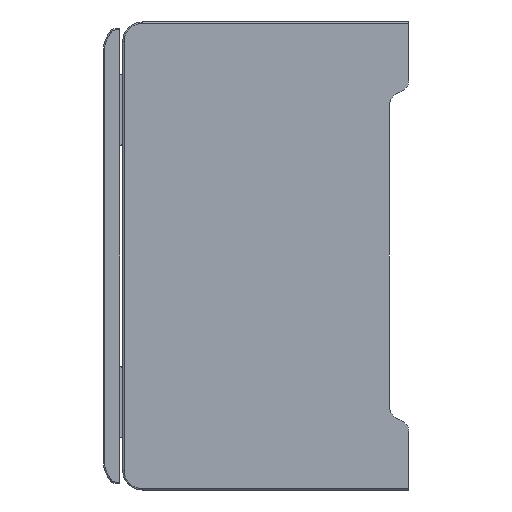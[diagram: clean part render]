
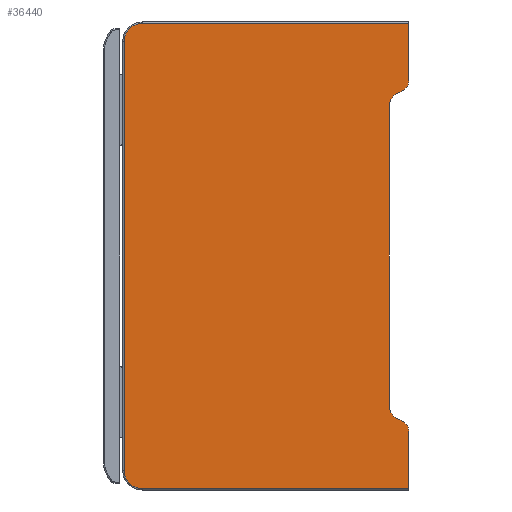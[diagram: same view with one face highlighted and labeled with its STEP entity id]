
A CAD part, left-side view. The second image highlights one B-rep face of the part: STEP entity #36440.
In plain terms, the highlighted planar face has unit normal (-1, 0, 0).
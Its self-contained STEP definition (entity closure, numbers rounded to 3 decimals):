
#138=CARTESIAN_POINT('',(-88.,1.,23.113));
#139=DIRECTION('',(1.,0.,0.));
#140=DIRECTION('',(0.,1.,0.));
#141=AXIS2_PLACEMENT_3D('',#138,#139,#140);
#143=DIRECTION('',(0.,0.,1.));
#144=VECTOR('',#143,46.226);
#145=CARTESIAN_POINT('',(-88.,3.,-23.113));
#146=LINE('',#145,#144);
#147=CARTESIAN_POINT('',(-88.,1.,-23.113));
#148=DIRECTION('',(1.,0.,0.));
#149=DIRECTION('',(0.,0.5,-0.866));
#150=AXIS2_PLACEMENT_3D('',#147,#148,#149);
#152=DIRECTION('',(0.,0.866,0.5));
#153=VECTOR('',#152,1.309);
#154=CARTESIAN_POINT('',(-88.,0.866,-25.5));
#155=LINE('',#154,#153);
#156=CARTESIAN_POINT('',(-88.,1.732,-27.));
#157=DIRECTION('',(1.,0.,0.));
#158=DIRECTION('',(0.,-0.5,0.866));
#159=AXIS2_PLACEMENT_3D('',#156,#157,#158);
#161=DIRECTION('',(0.,0.,-1.));
#162=VECTOR('',#161,8.8);
#163=CARTESIAN_POINT('',(-88.,0.,-27.));
#164=LINE('',#163,#162);
#165=DIRECTION('',(0.,1.,0.));
#166=VECTOR('',#165,41.);
#167=CARTESIAN_POINT('',(-88.,0.,-35.8));
#168=LINE('',#167,#166);
#169=CARTESIAN_POINT('',(-88.,41.,-33.));
#170=DIRECTION('',(1.,0.,0.));
#171=DIRECTION('',(0.,0.,-1.));
#172=AXIS2_PLACEMENT_3D('',#169,#170,#171);
#174=DIRECTION('',(0.,0.,1.));
#175=VECTOR('',#174,66.);
#176=CARTESIAN_POINT('',(-88.,43.8,-33.));
#177=LINE('',#176,#175);
#178=CARTESIAN_POINT('',(-88.,41.,33.));
#179=DIRECTION('',(1.,0.,0.));
#180=DIRECTION('',(0.,1.,0.));
#181=AXIS2_PLACEMENT_3D('',#178,#179,#180);
#183=DIRECTION('',(0.,-1.,0.));
#184=VECTOR('',#183,41.);
#185=CARTESIAN_POINT('',(-88.,41.,35.8));
#186=LINE('',#185,#184);
#187=DIRECTION('',(0.,0.,-1.));
#188=VECTOR('',#187,8.8);
#189=CARTESIAN_POINT('',(-88.,0.,35.8));
#190=LINE('',#189,#188);
#191=CARTESIAN_POINT('',(-88.,1.732,27.));
#192=DIRECTION('',(1.,0.,0.));
#193=DIRECTION('',(0.,-1.,0.));
#194=AXIS2_PLACEMENT_3D('',#191,#192,#193);
#196=DIRECTION('',(0.,-0.866,0.5));
#197=VECTOR('',#196,1.309);
#198=CARTESIAN_POINT('',(-88.,2.,24.845));
#199=LINE('',#198,#197);
#31058=CARTESIAN_POINT('',(-88.,0.,35.8));
#31060=VERTEX_POINT('',#31058);
#31061=CARTESIAN_POINT('',(-88.,41.,35.8));
#31062=VERTEX_POINT('',#31061);
#31067=CARTESIAN_POINT('',(-88.,43.8,33.));
#31068=VERTEX_POINT('',#31067);
#31071=CARTESIAN_POINT('',(-88.,43.8,-33.));
#31072=VERTEX_POINT('',#31071);
#31075=CARTESIAN_POINT('',(-88.,41.,-35.8));
#31076=VERTEX_POINT('',#31075);
#31077=CARTESIAN_POINT('',(-88.,0.,-35.8));
#31079=VERTEX_POINT('',#31077);
#31945=CARTESIAN_POINT('',(-88.,3.,23.113));
#31946=CARTESIAN_POINT('',(-88.,2.,24.845));
#31947=VERTEX_POINT('',#31945);
#31948=VERTEX_POINT('',#31946);
#31949=CARTESIAN_POINT('',(-88.,0.866,25.5));
#31950=VERTEX_POINT('',#31949);
#31951=CARTESIAN_POINT('',(-88.,0.,27.));
#31952=VERTEX_POINT('',#31951);
#31953=CARTESIAN_POINT('',(-88.,0.866,-25.5));
#31954=CARTESIAN_POINT('',(-88.,0.,-27.));
#31955=VERTEX_POINT('',#31953);
#31956=VERTEX_POINT('',#31954);
#31957=CARTESIAN_POINT('',(-88.,2.,-24.845));
#31958=VERTEX_POINT('',#31957);
#31959=CARTESIAN_POINT('',(-88.,3.,-23.113));
#31960=VERTEX_POINT('',#31959);
#36409=CARTESIAN_POINT('',(-88.,0.,-36.));
#36410=DIRECTION('',(-1.,0.,0.));
#36411=DIRECTION('',(0.,0.,1.));
#36412=AXIS2_PLACEMENT_3D('',#36409,#36410,#36411);
#36413=PLANE('',#36412);
#36414=ORIENTED_EDGE('',*,*,#36377,.F.);
#36416=ORIENTED_EDGE('',*,*,#36415,.F.);
#36418=ORIENTED_EDGE('',*,*,#36417,.F.);
#36420=ORIENTED_EDGE('',*,*,#36419,.F.);
#36422=ORIENTED_EDGE('',*,*,#36421,.T.);
#36424=ORIENTED_EDGE('',*,*,#36423,.T.);
#36426=ORIENTED_EDGE('',*,*,#36425,.T.);
#36428=ORIENTED_EDGE('',*,*,#36427,.T.);
#36430=ORIENTED_EDGE('',*,*,#36429,.T.);
#36432=ORIENTED_EDGE('',*,*,#36431,.T.);
#36434=ORIENTED_EDGE('',*,*,#36433,.T.);
#36435=ORIENTED_EDGE('',*,*,#36284,.T.);
#36436=ORIENTED_EDGE('',*,*,#36314,.T.);
#36437=ORIENTED_EDGE('',*,*,#36397,.F.);
#36438=EDGE_LOOP('',(#36414,#36416,#36418,#36420,#36422,#36424,#36426,#36428,
#36430,#36432,#36434,#36435,#36436,#36437));
#36439=FACE_OUTER_BOUND('',#36438,.F.);
#36440=ADVANCED_FACE('',(#36439),#36413,.T.);
#142=CIRCLE('',#141,2.);
#151=CIRCLE('',#150,2.);
#160=CIRCLE('',#159,1.732);
#173=CIRCLE('',#172,2.8);
#182=CIRCLE('',#181,2.8);
#195=CIRCLE('',#194,1.732);
#36284=EDGE_CURVE('',#31060,#31952,#190,.T.);
#36314=EDGE_CURVE('',#31952,#31950,#195,.T.);
#36377=EDGE_CURVE('',#31947,#31948,#142,.T.);
#36397=EDGE_CURVE('',#31948,#31950,#199,.T.);
#36415=EDGE_CURVE('',#31960,#31947,#146,.T.);
#36417=EDGE_CURVE('',#31958,#31960,#151,.T.);
#36419=EDGE_CURVE('',#31955,#31958,#155,.T.);
#36421=EDGE_CURVE('',#31955,#31956,#160,.T.);
#36423=EDGE_CURVE('',#31956,#31079,#164,.T.);
#36425=EDGE_CURVE('',#31079,#31076,#168,.T.);
#36427=EDGE_CURVE('',#31076,#31072,#173,.T.);
#36429=EDGE_CURVE('',#31072,#31068,#177,.T.);
#36431=EDGE_CURVE('',#31068,#31062,#182,.T.);
#36433=EDGE_CURVE('',#31062,#31060,#186,.T.);
